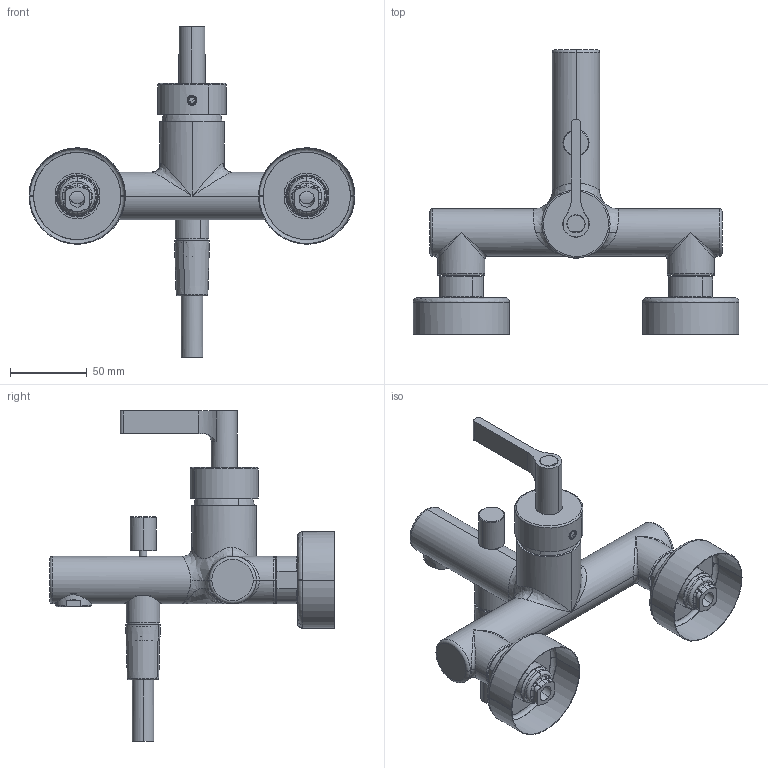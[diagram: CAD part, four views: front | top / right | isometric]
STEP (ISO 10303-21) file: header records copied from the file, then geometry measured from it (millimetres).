
FILE_DESCRIPTION(('CATIA V5 STEP Exchange','CAx-IF Rec.Pracs.--- Model Styling and Organization---1.5--- 2016-08-15','CAx-IF Rec.Pracs.---Supplemental Geometry---1.0---2011-11-01','CAx-IF Rec.Pracs.--- Composite Materials ---3.4---2017-06-13','CAx-IF Rec.Pracs.---Tessellated 3D Geometry---1.0---2015-12-17'),'2;1');
FILE_NAME('GC000130.stp','2022-09-20T15:01:51+00:00',('none'),('none'),'CATIA Version 5-6 Release 2020 SP2','CATIA V5 STEP AP242 v2','none');
FILE_SCHEMA(('AP242_MANAGED_MODEL_BASED_3D_ENGINEERING_MIM_LF {1 0 10303 442 1 1 4}'));
Products named in the file (1): Product1_AllCATPart
Bounding box: 213 x 186 x 215.85 mm (x, y, z)
Volume: 365922.7 mm3; surface area: 130834.1 mm2
Topology: 5 solids, 36 shells, 1577 faces, 4183 edges, 2695 vertices
Faces by surface type: plane 591, cylinder 496, bspline 146, torus 145, cone 143, extrusion 52, sphere 4
Entity records: 68885 total; most frequent: CARTESIAN_POINT 34970, ORIENTED_EDGE 8310, DIRECTION 4636, EDGE_CURVE 4155, VERTEX_POINT 2695, AXIS2_PLACEMENT_3D 2289, EDGE_LOOP 1696, ADVANCED_FACE 1577
